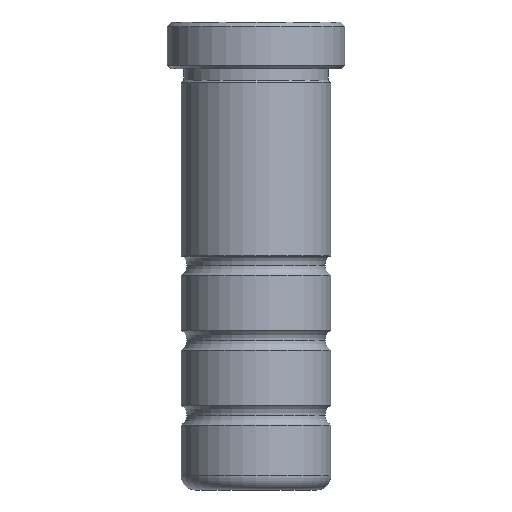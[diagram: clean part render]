
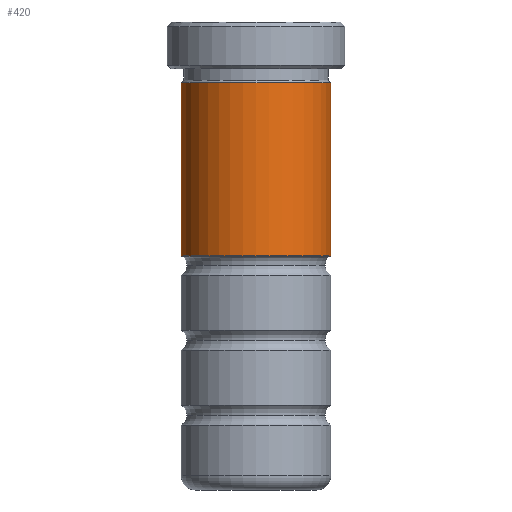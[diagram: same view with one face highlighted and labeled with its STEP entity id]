
A CAD part, front view. The second image highlights one B-rep face of the part: STEP entity #420.
In plain terms, the highlighted cylindrical face has radius 8.005 mm (diameter 16.01 mm), a partial arc.
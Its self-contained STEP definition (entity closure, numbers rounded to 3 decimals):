
#1 = VERTEX_POINT ( 'NONE', #742 ) ;
#67 = DIRECTION ( 'NONE',  ( 1., 0., 0. ) ) ;
#194 = VERTEX_POINT ( 'NONE', #678 ) ;
#234 = CIRCLE ( 'NONE', #710, 8.005 ) ;
#251 = DIRECTION ( 'NONE',  ( 0., 0., 1. ) ) ;
#281 = AXIS2_PLACEMENT_3D ( 'NONE', #1110, #251, #1243 ) ;
#309 = EDGE_CURVE ( 'NONE', #1415, #1, #941, .T. ) ;
#420 = ADVANCED_FACE ( 'NONE', ( #1343 ), #1130, .T. ) ;
#482 = EDGE_CURVE ( 'NONE', #194, #1415, #1765, .T. ) ;
#485 = DIRECTION ( 'NONE',  ( 0., 0., 1. ) ) ;
#517 = AXIS2_PLACEMENT_3D ( 'NONE', #791, #1750, #67 ) ;
#560 = VECTOR ( 'NONE', #485, 1000. ) ;
#571 = LINE ( 'NONE', #624, #1270 ) ;
#624 = CARTESIAN_POINT ( 'NONE',  ( -8.005, 0., 43.5 ) ) ;
#678 = CARTESIAN_POINT ( 'NONE',  ( -8.005, 0., 25. ) ) ;
#710 = AXIS2_PLACEMENT_3D ( 'NONE', #1576, #764, #1713 ) ;
#742 = CARTESIAN_POINT ( 'NONE',  ( 8.005, 0., 43.5 ) ) ;
#764 = DIRECTION ( 'NONE',  ( 0., 0., 1. ) ) ;
#791 = CARTESIAN_POINT ( 'NONE',  ( 0., 0., 43.5 ) ) ;
#877 = ORIENTED_EDGE ( 'NONE', *, *, #999, .F. ) ;
#909 = CARTESIAN_POINT ( 'NONE',  ( -8.005, 0., 43.5 ) ) ;
#917 = ORIENTED_EDGE ( 'NONE', *, *, #482, .T. ) ;
#936 = EDGE_CURVE ( 'NONE', #956, #1, #234, .T. ) ;
#941 = LINE ( 'NONE', #1331, #560 ) ;
#956 = VERTEX_POINT ( 'NONE', #909 ) ;
#999 = EDGE_CURVE ( 'NONE', #194, #956, #571, .T. ) ;
#1059 = ORIENTED_EDGE ( 'NONE', *, *, #309, .T. ) ;
#1110 = CARTESIAN_POINT ( 'NONE',  ( 0., 0., 25. ) ) ;
#1130 = CYLINDRICAL_SURFACE ( 'NONE', #517, 8.005 ) ;
#1232 = CARTESIAN_POINT ( 'NONE',  ( 8.005, 0., 25. ) ) ;
#1243 = DIRECTION ( 'NONE',  ( 1., 0., 0. ) ) ;
#1267 = ORIENTED_EDGE ( 'NONE', *, *, #936, .F. ) ;
#1270 = VECTOR ( 'NONE', #1717, 1000. ) ;
#1331 = CARTESIAN_POINT ( 'NONE',  ( 8.005, 0., 43.5 ) ) ;
#1343 = FACE_OUTER_BOUND ( 'NONE', #1544, .T. ) ;
#1415 = VERTEX_POINT ( 'NONE', #1232 ) ;
#1544 = EDGE_LOOP ( 'NONE', ( #877, #917, #1059, #1267 ) ) ;
#1576 = CARTESIAN_POINT ( 'NONE',  ( 0., 0., 43.5 ) ) ;
#1713 = DIRECTION ( 'NONE',  ( 1., 0., 0. ) ) ;
#1717 = DIRECTION ( 'NONE',  ( 0., 0., 1. ) ) ;
#1750 = DIRECTION ( 'NONE',  ( 0., 0., 1. ) ) ;
#1765 = CIRCLE ( 'NONE', #281, 8.005 ) ;
